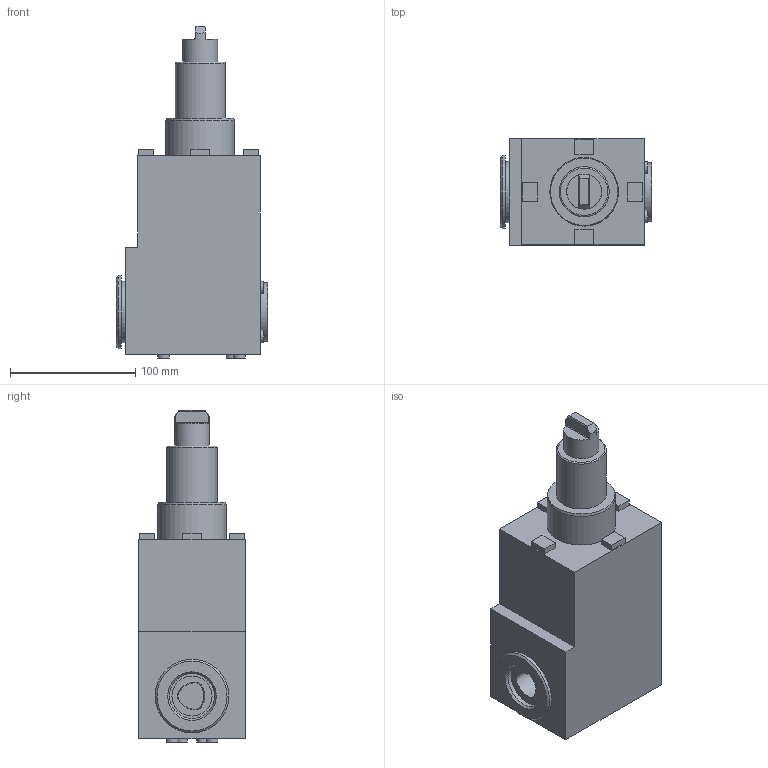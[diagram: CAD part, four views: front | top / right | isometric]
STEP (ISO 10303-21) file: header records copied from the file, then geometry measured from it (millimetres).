
FILE_DESCRIPTION(/* description */ (''),/* implementation_level */ '2;1');
FILE_NAME(/* name */ '1554454349039.stp',/* time_stamp */ '2019-04-05T14:22:36+06:00',/* author */ (''),/* organization */ ('SMS'),/* preprocessor_version */ 'ST-DEVELOPER v15',/* originating_system */ 'SIEMENS PLM Software NX 8.5',/* authorisation */ '');
FILE_SCHEMA (('AUTOMOTIVE_DESIGN { 1 0 10303 214 3 1 1 1 }'));
Length unit declared in the file: millimetre
Products named in the file (1): 201988369mod000_00
Bounding box: 120.9 x 85 x 265.55 mm (x, y, z)
Volume: 1558527.8 mm3; surface area: 98431.8 mm2
Topology: 1 solids, 1 shells, 93 faces, 225 edges, 156 vertices
Faces by surface type: plane 63, cylinder 25, cone 3, bspline 1, torus 1
Full cylindrical faces by diameter (mm): 2 x1, 9.5 x2, 27.95 x1, 32 x1, 36 x1, 40 x1, 47 x1, 49 x1, 54.9 x1, 59 x1
Entity records: 2969 total; most frequent: CARTESIAN_POINT 784, DIRECTION 438, ORIENTED_EDGE 408, EDGE_CURVE 204, AXIS2_PLACEMENT_3D 155, VERTEX_POINT 148, LINE 128, VECTOR 128
